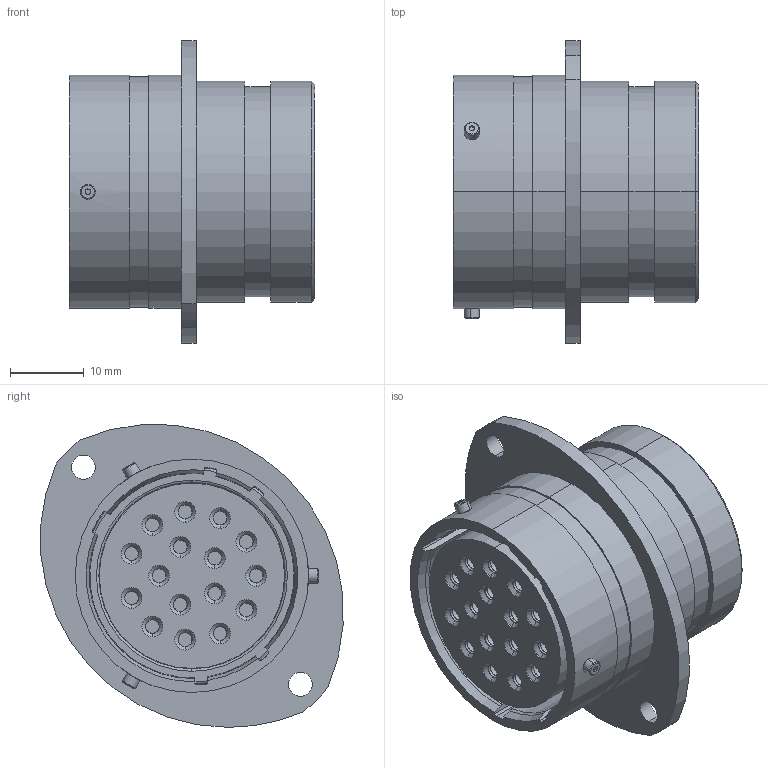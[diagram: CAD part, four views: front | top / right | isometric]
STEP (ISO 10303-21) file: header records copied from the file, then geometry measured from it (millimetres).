
FILE_DESCRIPTION (( 'STEP AP214' ), '1' );
FILE_NAME ('AS020-16SC.STEP', '2022-02-01T14:04:00', ( '' ), ( '' ), 'SwSTEP 2.0', 'SolidWorks 2020', '' );
FILE_SCHEMA (( 'AUTOMOTIVE_DESIGN' ));
Length unit declared in the file: millimetre
Products named in the file (1): AS020-16SC
Bounding box: 33.31 x 40.96 x 41.04 mm (x, y, z)
Volume: 20109.8 mm3; surface area: 18473.9 mm2
Topology: 9 solids, 9 shells, 950 faces, 2041 edges, 1150 vertices
Faces by surface type: cylinder 329, torus 308, cone 212, plane 85, sphere 16
Entity records: 36508 total; most frequent: DIRECTION 5298, CARTESIAN_POINT 4412, ORIENTED_EDGE 4050, AXIS2_PLACEMENT_3D 2364, EDGE_CURVE 2025, CIRCLE 1415, VERTEX_POINT 1144, EDGE_LOOP 1077
